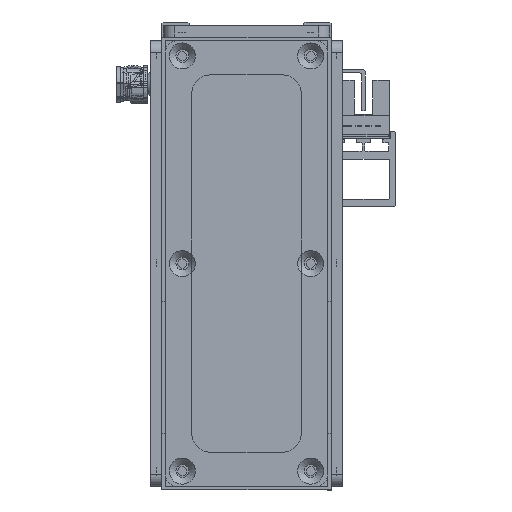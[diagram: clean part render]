
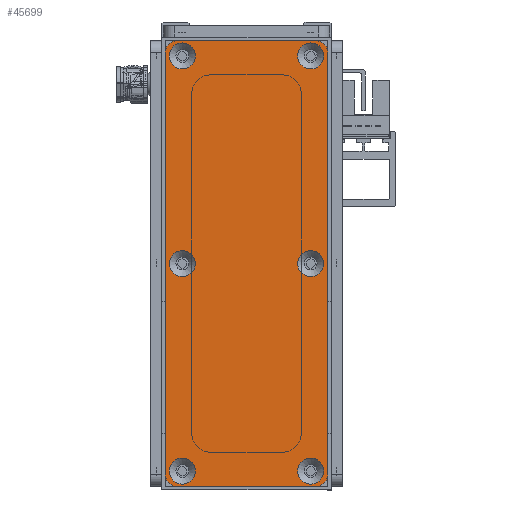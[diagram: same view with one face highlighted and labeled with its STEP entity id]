
A CAD part, front view. The second image highlights one B-rep face of the part: STEP entity #45699.
In plain terms, the highlighted face is planar.
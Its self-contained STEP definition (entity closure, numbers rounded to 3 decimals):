
#766=FACE_BOUND('',#7535,.T.);
#767=FACE_BOUND('',#7536,.T.);
#768=FACE_BOUND('',#7537,.T.);
#769=FACE_BOUND('',#7538,.T.);
#770=FACE_BOUND('',#7539,.T.);
#771=FACE_BOUND('',#7540,.T.);
#1783=PLANE('',#49867);
#4754=FACE_OUTER_BOUND('',#7534,.T.);
#7534=EDGE_LOOP('',(#37537,#37538,#37539,#37540,#37541,#37542,#37543,#37544));
#7535=EDGE_LOOP('',(#37545));
#7536=EDGE_LOOP('',(#37546));
#7537=EDGE_LOOP('',(#37547));
#7538=EDGE_LOOP('',(#37548));
#7539=EDGE_LOOP('',(#37549));
#7540=EDGE_LOOP('',(#37550));
#10649=LINE('',#72724,#15556);
#10653=LINE('',#72736,#15560);
#10657=LINE('',#72748,#15564);
#10661=LINE('',#72758,#15568);
#15556=VECTOR('',#58172,10.);
#15560=VECTOR('',#58184,10.);
#15564=VECTOR('',#58196,10.);
#15568=VECTOR('',#58208,10.);
#19931=CIRCLE('',#49821,3.45);
#19934=CIRCLE('',#49826,3.45);
#19937=CIRCLE('',#49831,3.45);
#19940=CIRCLE('',#49836,3.45);
#19943=CIRCLE('',#49841,3.45);
#19946=CIRCLE('',#49846,3.45);
#19950=CIRCLE('',#49852,3.);
#19952=CIRCLE('',#49856,3.);
#19954=CIRCLE('',#49860,3.);
#19956=CIRCLE('',#49864,3.);
#22251=VERTEX_POINT('',#72652);
#22254=VERTEX_POINT('',#72662);
#22257=VERTEX_POINT('',#72672);
#22260=VERTEX_POINT('',#72682);
#22263=VERTEX_POINT('',#72692);
#22266=VERTEX_POINT('',#72702);
#22271=VERTEX_POINT('',#72715);
#22272=VERTEX_POINT('',#72717);
#22274=VERTEX_POINT('',#72723);
#22276=VERTEX_POINT('',#72729);
#22278=VERTEX_POINT('',#72735);
#22280=VERTEX_POINT('',#72741);
#22282=VERTEX_POINT('',#72747);
#22284=VERTEX_POINT('',#72753);
#27690=EDGE_CURVE('',#22251,#22251,#19931,.T.);
#27695=EDGE_CURVE('',#22254,#22254,#19934,.T.);
#27700=EDGE_CURVE('',#22257,#22257,#19937,.T.);
#27705=EDGE_CURVE('',#22260,#22260,#19940,.T.);
#27710=EDGE_CURVE('',#22263,#22263,#19943,.T.);
#27715=EDGE_CURVE('',#22266,#22266,#19946,.T.);
#27722=EDGE_CURVE('',#22272,#22271,#19950,.T.);
#27725=EDGE_CURVE('',#22274,#22272,#10649,.T.);
#27728=EDGE_CURVE('',#22276,#22274,#19952,.T.);
#27731=EDGE_CURVE('',#22278,#22276,#10653,.T.);
#27734=EDGE_CURVE('',#22280,#22278,#19954,.T.);
#27737=EDGE_CURVE('',#22282,#22280,#10657,.T.);
#27740=EDGE_CURVE('',#22284,#22282,#19956,.T.);
#27743=EDGE_CURVE('',#22271,#22284,#10661,.T.);
#37537=ORIENTED_EDGE('',*,*,#27743,.T.);
#37538=ORIENTED_EDGE('',*,*,#27740,.T.);
#37539=ORIENTED_EDGE('',*,*,#27737,.T.);
#37540=ORIENTED_EDGE('',*,*,#27734,.T.);
#37541=ORIENTED_EDGE('',*,*,#27731,.T.);
#37542=ORIENTED_EDGE('',*,*,#27728,.T.);
#37543=ORIENTED_EDGE('',*,*,#27725,.T.);
#37544=ORIENTED_EDGE('',*,*,#27722,.T.);
#37545=ORIENTED_EDGE('',*,*,#27690,.T.);
#37546=ORIENTED_EDGE('',*,*,#27695,.T.);
#37547=ORIENTED_EDGE('',*,*,#27700,.T.);
#37548=ORIENTED_EDGE('',*,*,#27705,.T.);
#37549=ORIENTED_EDGE('',*,*,#27710,.T.);
#37550=ORIENTED_EDGE('',*,*,#27715,.T.);
#45699=ADVANCED_FACE('',(#4754,#766,#767,#768,#769,#770,#771),#1783,.T.);
#49821=AXIS2_PLACEMENT_3D('',#72653,#58091,#58092);
#49826=AXIS2_PLACEMENT_3D('',#72663,#58103,#58104);
#49831=AXIS2_PLACEMENT_3D('',#72673,#58115,#58116);
#49836=AXIS2_PLACEMENT_3D('',#72683,#58127,#58128);
#49841=AXIS2_PLACEMENT_3D('',#72693,#58139,#58140);
#49846=AXIS2_PLACEMENT_3D('',#72703,#58151,#58152);
#49852=AXIS2_PLACEMENT_3D('',#72718,#58166,#58167);
#49856=AXIS2_PLACEMENT_3D('',#72730,#58178,#58179);
#49860=AXIS2_PLACEMENT_3D('',#72742,#58190,#58191);
#49864=AXIS2_PLACEMENT_3D('',#72754,#58202,#58203);
#49867=AXIS2_PLACEMENT_3D('',#72760,#58211,#58212);
#58091=DIRECTION('center_axis',(0.,0.,-1.));
#58092=DIRECTION('ref_axis',(1.,0.,0.));
#58103=DIRECTION('center_axis',(0.,0.,-1.));
#58104=DIRECTION('ref_axis',(1.,0.,0.));
#58115=DIRECTION('center_axis',(0.,0.,-1.));
#58116=DIRECTION('ref_axis',(1.,0.,0.));
#58127=DIRECTION('center_axis',(0.,0.,-1.));
#58128=DIRECTION('ref_axis',(1.,0.,0.));
#58139=DIRECTION('center_axis',(0.,0.,-1.));
#58140=DIRECTION('ref_axis',(1.,0.,0.));
#58151=DIRECTION('center_axis',(0.,0.,-1.));
#58152=DIRECTION('ref_axis',(1.,0.,0.));
#58166=DIRECTION('center_axis',(0.,0.,1.));
#58167=DIRECTION('ref_axis',(-1.,0.,0.));
#58172=DIRECTION('',(0.,1.,0.));
#58178=DIRECTION('center_axis',(0.,0.,1.));
#58179=DIRECTION('ref_axis',(0.,1.,0.));
#58184=DIRECTION('',(1.,0.,0.));
#58190=DIRECTION('center_axis',(0.,0.,1.));
#58191=DIRECTION('ref_axis',(1.,0.,0.));
#58196=DIRECTION('',(0.,-1.,0.));
#58202=DIRECTION('center_axis',(0.,0.,1.));
#58203=DIRECTION('ref_axis',(0.,-1.,0.));
#58208=DIRECTION('',(-1.,0.,0.));
#58211=DIRECTION('center_axis',(0.,0.,1.));
#58212=DIRECTION('ref_axis',(1.,0.,0.));
#72652=CARTESIAN_POINT('',(110.55,4.5,3.));
#72653=CARTESIAN_POINT('Origin',(114.,4.5,3.));
#72662=CARTESIAN_POINT('',(55.55,38.5,3.));
#72663=CARTESIAN_POINT('Origin',(59.,38.5,3.));
#72672=CARTESIAN_POINT('',(55.55,4.5,3.));
#72673=CARTESIAN_POINT('Origin',(59.,4.5,3.));
#72682=CARTESIAN_POINT('',(0.55,38.5,3.));
#72683=CARTESIAN_POINT('Origin',(4.,38.5,3.));
#72692=CARTESIAN_POINT('',(110.55,38.5,3.));
#72693=CARTESIAN_POINT('Origin',(114.,38.5,3.));
#72702=CARTESIAN_POINT('',(0.55,4.5,3.));
#72703=CARTESIAN_POINT('Origin',(4.,4.5,3.));
#72715=CARTESIAN_POINT('',(115.,43.,3.));
#72717=CARTESIAN_POINT('',(118.,40.,3.));
#72718=CARTESIAN_POINT('Origin',(115.,40.,3.));
#72723=CARTESIAN_POINT('',(118.,3.,3.));
#72724=CARTESIAN_POINT('',(118.,40.,3.));
#72729=CARTESIAN_POINT('',(115.,0.,3.));
#72730=CARTESIAN_POINT('Origin',(115.,3.,3.));
#72735=CARTESIAN_POINT('',(3.,0.,3.));
#72736=CARTESIAN_POINT('',(115.,0.,3.));
#72741=CARTESIAN_POINT('',(0.,3.,3.));
#72742=CARTESIAN_POINT('Origin',(3.,3.,3.));
#72747=CARTESIAN_POINT('',(0.,40.,3.));
#72748=CARTESIAN_POINT('',(0.,3.,3.));
#72753=CARTESIAN_POINT('',(3.,43.,3.));
#72754=CARTESIAN_POINT('Origin',(3.,40.,3.));
#72758=CARTESIAN_POINT('',(3.,43.,3.));
#72760=CARTESIAN_POINT('Origin',(59.,21.5,3.));
